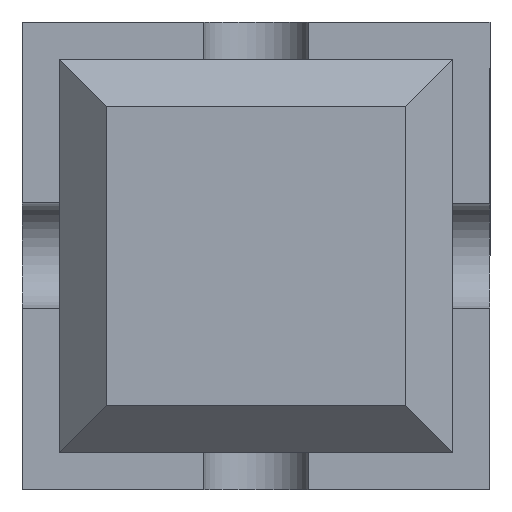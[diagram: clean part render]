
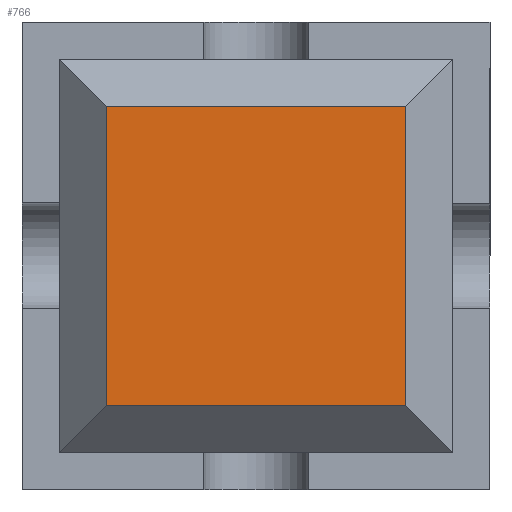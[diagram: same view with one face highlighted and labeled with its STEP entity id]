
A CAD part, front view. The second image highlights one B-rep face of the part: STEP entity #766.
In plain terms, the highlighted planar face has unit normal (0, -1, 0).
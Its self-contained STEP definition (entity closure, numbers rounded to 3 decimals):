
#74 = EDGE_CURVE ( 'NONE', #99, #193, #383, .T. ) ;
#94 = CARTESIAN_POINT ( 'NONE',  ( -6.36, 0., -6.36 ) ) ;
#99 = VERTEX_POINT ( 'NONE', #678 ) ;
#117 = LINE ( 'NONE', #475, #318 ) ;
#137 = ORIENTED_EDGE ( 'NONE', *, *, #414, .T. ) ;
#145 = VECTOR ( 'NONE', #657, 1000. ) ;
#172 = PLANE ( 'NONE',  #684 ) ;
#177 = DIRECTION ( 'NONE',  ( 0., -1., 0. ) ) ;
#193 = VERTEX_POINT ( 'NONE', #523 ) ;
#200 = ORIENTED_EDGE ( 'NONE', *, *, #74, .T. ) ;
#247 = ORIENTED_EDGE ( 'NONE', *, *, #274, .T. ) ;
#259 = VECTOR ( 'NONE', #719, 1000. ) ;
#274 = EDGE_CURVE ( 'NONE', #689, #329, #117, .T. ) ;
#278 = DIRECTION ( 'NONE',  ( 0., 0., 1. ) ) ;
#294 = CARTESIAN_POINT ( 'NONE',  ( -8.36, 0., 6.36 ) ) ;
#318 = VECTOR ( 'NONE', #354, 1000. ) ;
#329 = VERTEX_POINT ( 'NONE', #94 ) ;
#354 = DIRECTION ( 'NONE',  ( 0., 0., -1. ) ) ;
#361 = CARTESIAN_POINT ( 'NONE',  ( 8.36, 0., -6.36 ) ) ;
#383 = LINE ( 'NONE', #622, #778 ) ;
#414 = EDGE_CURVE ( 'NONE', #193, #689, #527, .T. ) ;
#445 = CARTESIAN_POINT ( 'NONE',  ( -6.36, 0., 6.36 ) ) ;
#460 = EDGE_LOOP ( 'NONE', ( #685, #200, #137, #247 ) ) ;
#462 = LINE ( 'NONE', #361, #145 ) ;
#475 = CARTESIAN_POINT ( 'NONE',  ( -6.36, 0., -8.36 ) ) ;
#523 = CARTESIAN_POINT ( 'NONE',  ( 6.36, 0., 6.36 ) ) ;
#527 = LINE ( 'NONE', #294, #259 ) ;
#530 = FACE_OUTER_BOUND ( 'NONE', #460, .T. ) ;
#622 = CARTESIAN_POINT ( 'NONE',  ( 6.36, 0., 8.36 ) ) ;
#657 = DIRECTION ( 'NONE',  ( 1., 0., 0. ) ) ;
#678 = CARTESIAN_POINT ( 'NONE',  ( 6.36, 0., -6.36 ) ) ;
#684 = AXIS2_PLACEMENT_3D ( 'NONE', #771, #177, #774 ) ;
#685 = ORIENTED_EDGE ( 'NONE', *, *, #755, .T. ) ;
#689 = VERTEX_POINT ( 'NONE', #445 ) ;
#719 = DIRECTION ( 'NONE',  ( -1., 0., 0. ) ) ;
#755 = EDGE_CURVE ( 'NONE', #329, #99, #462, .T. ) ;
#766 = ADVANCED_FACE ( 'NONE', ( #530 ), #172, .T. ) ;
#771 = CARTESIAN_POINT ( 'NONE',  ( 0., 0., 0. ) ) ;
#774 = DIRECTION ( 'NONE',  ( 0., 0., -1. ) ) ;
#778 = VECTOR ( 'NONE', #278, 1000. ) ;
